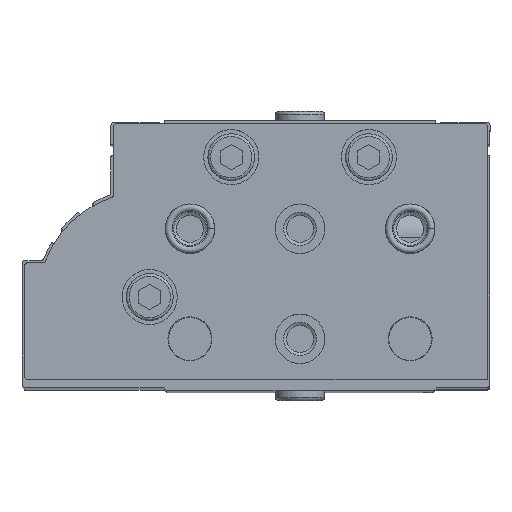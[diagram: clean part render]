
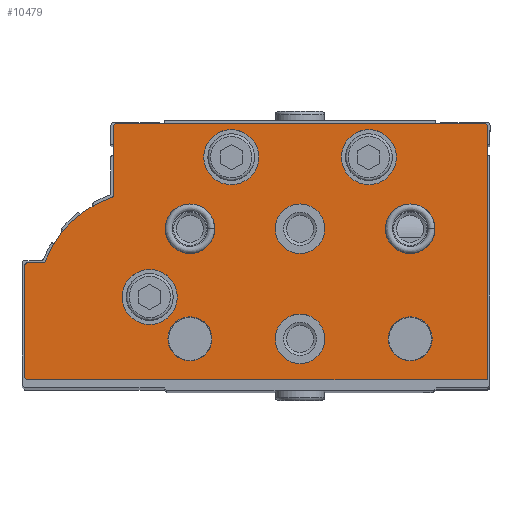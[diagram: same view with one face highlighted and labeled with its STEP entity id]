
A CAD part, top view. The second image highlights one B-rep face of the part: STEP entity #10479.
In plain terms, the highlighted face is planar.
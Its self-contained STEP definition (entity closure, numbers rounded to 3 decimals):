
#1084=LINE('',#17827,#1910);
#1086=LINE('',#17831,#1912);
#1089=LINE('',#17839,#1915);
#1092=LINE('',#17847,#1918);
#1097=LINE('',#17863,#1923);
#1100=LINE('',#17871,#1926);
#1910=VECTOR('',#14457,1000.);
#1912=VECTOR('',#14461,1000.);
#1915=VECTOR('',#14470,1000.);
#1918=VECTOR('',#14479,1000.);
#1923=VECTOR('',#14498,1000.);
#1926=VECTOR('',#14507,1000.);
#4157=ORIENTED_EDGE('',*,*,#5993,.T.);
#4158=ORIENTED_EDGE('',*,*,#5994,.T.);
#4159=ORIENTED_EDGE('',*,*,#5995,.T.);
#4160=ORIENTED_EDGE('',*,*,#5996,.T.);
#4161=ORIENTED_EDGE('',*,*,#5997,.T.);
#4162=ORIENTED_EDGE('',*,*,#5998,.T.);
#4163=ORIENTED_EDGE('',*,*,#5999,.T.);
#4164=ORIENTED_EDGE('',*,*,#6000,.T.);
#4165=ORIENTED_EDGE('',*,*,#6001,.T.);
#4166=ORIENTED_EDGE('',*,*,#5966,.F.);
#4167=ORIENTED_EDGE('',*,*,#5991,.F.);
#4168=ORIENTED_EDGE('',*,*,#5989,.F.);
#4169=ORIENTED_EDGE('',*,*,#5987,.F.);
#4170=ORIENTED_EDGE('',*,*,#5985,.T.);
#4171=ORIENTED_EDGE('',*,*,#5983,.F.);
#4172=ORIENTED_EDGE('',*,*,#5981,.T.);
#4173=ORIENTED_EDGE('',*,*,#5979,.F.);
#4174=ORIENTED_EDGE('',*,*,#5977,.F.);
#4175=ORIENTED_EDGE('',*,*,#5975,.F.);
#4176=ORIENTED_EDGE('',*,*,#5973,.F.);
#4177=ORIENTED_EDGE('',*,*,#5971,.F.);
#4178=ORIENTED_EDGE('',*,*,#5969,.F.);
#5966=EDGE_CURVE('',#7104,#7105,#7703,.T.);
#5969=EDGE_CURVE('',#7105,#7106,#1084,.T.);
#5971=EDGE_CURVE('',#7106,#7107,#1086,.T.);
#5973=EDGE_CURVE('',#7107,#7108,#7704,.T.);
#5975=EDGE_CURVE('',#7108,#7109,#1089,.T.);
#5977=EDGE_CURVE('',#7109,#7110,#7705,.T.);
#5979=EDGE_CURVE('',#7110,#7111,#1092,.T.);
#5981=EDGE_CURVE('',#7112,#7111,#7706,.T.);
#5983=EDGE_CURVE('',#7112,#7113,#7707,.T.);
#5985=EDGE_CURVE('',#7114,#7113,#7708,.T.);
#5987=EDGE_CURVE('',#7114,#7115,#1097,.T.);
#5989=EDGE_CURVE('',#7115,#7116,#7709,.T.);
#5991=EDGE_CURVE('',#7116,#7104,#1100,.T.);
#5993=EDGE_CURVE('',#7117,#7117,#7710,.T.);
#5994=EDGE_CURVE('',#7118,#7118,#7711,.T.);
#5995=EDGE_CURVE('',#7119,#7119,#7712,.T.);
#5996=EDGE_CURVE('',#7120,#7120,#7713,.T.);
#5997=EDGE_CURVE('',#7121,#7121,#7714,.T.);
#5998=EDGE_CURVE('',#7122,#7122,#7715,.T.);
#5999=EDGE_CURVE('',#7123,#7123,#7716,.T.);
#6000=EDGE_CURVE('',#7124,#7124,#7717,.T.);
#6001=EDGE_CURVE('',#7125,#7125,#7718,.T.);
#7104=VERTEX_POINT('',#17822);
#7105=VERTEX_POINT('',#17823);
#7106=VERTEX_POINT('',#17828);
#7107=VERTEX_POINT('',#17832);
#7108=VERTEX_POINT('',#17836);
#7109=VERTEX_POINT('',#17840);
#7110=VERTEX_POINT('',#17844);
#7111=VERTEX_POINT('',#17848);
#7112=VERTEX_POINT('',#17852);
#7113=VERTEX_POINT('',#17856);
#7114=VERTEX_POINT('',#17860);
#7115=VERTEX_POINT('',#17864);
#7116=VERTEX_POINT('',#17868);
#7117=VERTEX_POINT('',#17875);
#7118=VERTEX_POINT('',#17877);
#7119=VERTEX_POINT('',#17879);
#7120=VERTEX_POINT('',#17881);
#7121=VERTEX_POINT('',#17883);
#7122=VERTEX_POINT('',#17885);
#7123=VERTEX_POINT('',#17887);
#7124=VERTEX_POINT('',#17889);
#7125=VERTEX_POINT('',#17891);
#7703=CIRCLE('',#11794,0.5);
#7704=CIRCLE('',#11798,0.5);
#7705=CIRCLE('',#11801,0.5);
#7706=CIRCLE('',#11804,0.5);
#7707=CIRCLE('',#11806,19.5);
#7708=CIRCLE('',#11808,0.5);
#7709=CIRCLE('',#11811,0.5);
#7710=CIRCLE('',#11814,5.);
#7711=CIRCLE('',#11815,5.);
#7712=CIRCLE('',#11816,5.);
#7713=CIRCLE('',#11817,4.5);
#7714=CIRCLE('',#11818,4.5);
#7715=CIRCLE('',#11819,4.5);
#7716=CIRCLE('',#11820,4.5);
#7717=CIRCLE('',#11821,4.);
#7718=CIRCLE('',#11822,4.);
#8457=EDGE_LOOP('',(#4157));
#8458=EDGE_LOOP('',(#4158));
#8459=EDGE_LOOP('',(#4159));
#8460=EDGE_LOOP('',(#4160));
#8461=EDGE_LOOP('',(#4161));
#8462=EDGE_LOOP('',(#4162));
#8463=EDGE_LOOP('',(#4163));
#8464=EDGE_LOOP('',(#4164));
#8465=EDGE_LOOP('',(#4165));
#8466=EDGE_LOOP('',(#4166,#4167,#4168,#4169,#4170,#4171,#4172,#4173,#4174,
#4175,#4176,#4177,#4178));
#9391=FACE_BOUND('',#8457,.T.);
#9392=FACE_BOUND('',#8458,.T.);
#9393=FACE_BOUND('',#8459,.T.);
#9394=FACE_BOUND('',#8460,.T.);
#9395=FACE_BOUND('',#8461,.T.);
#9396=FACE_BOUND('',#8462,.T.);
#9397=FACE_BOUND('',#8463,.T.);
#9398=FACE_BOUND('',#8464,.T.);
#9399=FACE_BOUND('',#8465,.T.);
#9400=FACE_BOUND('',#8466,.T.);
#9948=PLANE('',#11813);
#10479=ADVANCED_FACE('',(#9391,#9392,#9393,#9394,#9395,#9396,#9397,#9398,
#9399,#9400),#9948,.F.);
#11794=AXIS2_PLACEMENT_3D('',#17821,#14451,#14452);
#11798=AXIS2_PLACEMENT_3D('',#17835,#14465,#14466);
#11801=AXIS2_PLACEMENT_3D('',#17843,#14474,#14475);
#11804=AXIS2_PLACEMENT_3D('',#17851,#14483,#14484);
#11806=AXIS2_PLACEMENT_3D('',#17855,#14488,#14489);
#11808=AXIS2_PLACEMENT_3D('',#17859,#14493,#14494);
#11811=AXIS2_PLACEMENT_3D('',#17867,#14502,#14503);
#11813=AXIS2_PLACEMENT_3D('',#17873,#14509,#14510);
#11814=AXIS2_PLACEMENT_3D('',#17874,#14511,#14512);
#11815=AXIS2_PLACEMENT_3D('',#17876,#14513,#14514);
#11816=AXIS2_PLACEMENT_3D('',#17878,#14515,#14516);
#11817=AXIS2_PLACEMENT_3D('',#17880,#14517,#14518);
#11818=AXIS2_PLACEMENT_3D('',#17882,#14519,#14520);
#11819=AXIS2_PLACEMENT_3D('',#17884,#14521,#14522);
#11820=AXIS2_PLACEMENT_3D('',#17886,#14523,#14524);
#11821=AXIS2_PLACEMENT_3D('',#17888,#14525,#14526);
#11822=AXIS2_PLACEMENT_3D('',#17890,#14527,#14528);
#14451=DIRECTION('',(0.,0.,1.));
#14452=DIRECTION('',(1.,0.,0.));
#14457=DIRECTION('',(0.,-1.,0.));
#14461=DIRECTION('',(1.,0.,0.));
#14465=DIRECTION('',(0.,0.,1.));
#14466=DIRECTION('',(1.,0.,0.));
#14470=DIRECTION('',(0.,1.,0.));
#14474=DIRECTION('',(0.,0.,1.));
#14475=DIRECTION('',(1.,0.,0.));
#14479=DIRECTION('',(-1.,0.,0.));
#14483=DIRECTION('',(0.,0.,1.));
#14484=DIRECTION('',(1.,0.,0.));
#14488=DIRECTION('',(0.,0.,1.));
#14489=DIRECTION('',(1.,0.,0.));
#14493=DIRECTION('',(0.,0.,1.));
#14494=DIRECTION('',(1.,0.,0.));
#14498=DIRECTION('',(0.,1.,0.));
#14502=DIRECTION('',(0.,0.,1.));
#14503=DIRECTION('',(1.,0.,0.));
#14507=DIRECTION('',(-1.,0.,0.));
#14509=DIRECTION('',(0.,0.,1.));
#14510=DIRECTION('',(1.,0.,0.));
#14511=DIRECTION('',(0.,0.,1.));
#14512=DIRECTION('',(1.,0.,0.));
#14513=DIRECTION('',(0.,0.,1.));
#14514=DIRECTION('',(1.,0.,0.));
#14515=DIRECTION('',(0.,0.,1.));
#14516=DIRECTION('',(1.,0.,0.));
#14517=DIRECTION('',(0.,0.,1.));
#14518=DIRECTION('',(1.,0.,0.));
#14519=DIRECTION('',(0.,0.,1.));
#14520=DIRECTION('',(1.,0.,0.));
#14521=DIRECTION('',(0.,0.,1.));
#14522=DIRECTION('',(1.,0.,0.));
#14523=DIRECTION('',(0.,0.,1.));
#14524=DIRECTION('',(1.,0.,0.));
#14525=DIRECTION('',(0.,0.,1.));
#14526=DIRECTION('',(1.,0.,0.));
#14527=DIRECTION('',(0.,0.,1.));
#14528=DIRECTION('',(1.,0.,0.));
#17821=CARTESIAN_POINT('',(0.5,46.,0.));
#17822=CARTESIAN_POINT('',(0.5,46.5,0.));
#17823=CARTESIAN_POINT('',(0.,46.,0.));
#17827=CARTESIAN_POINT('',(0.,46.,0.));
#17828=CARTESIAN_POINT('',(0.,0.,0.));
#17831=CARTESIAN_POINT('',(0.,0.,0.));
#17832=CARTESIAN_POINT('',(83.5,0.,0.));
#17835=CARTESIAN_POINT('',(83.5,0.5,0.));
#17836=CARTESIAN_POINT('',(84.,0.5,0.));
#17839=CARTESIAN_POINT('',(84.,0.5,0.));
#17840=CARTESIAN_POINT('',(84.,20.7,0.));
#17843=CARTESIAN_POINT('',(83.5,20.7,0.));
#17844=CARTESIAN_POINT('',(83.5,21.2,0.));
#17847=CARTESIAN_POINT('',(83.5,21.2,0.));
#17848=CARTESIAN_POINT('',(80.697,21.2,0.));
#17851=CARTESIAN_POINT('',(80.697,21.7,0.));
#17852=CARTESIAN_POINT('',(80.23,21.523,0.));
#17855=CARTESIAN_POINT('',(62.,14.6,0.));
#17856=CARTESIAN_POINT('',(68.191,33.091,0.));
#17859=CARTESIAN_POINT('',(68.35,33.565,0.));
#17860=CARTESIAN_POINT('',(67.85,33.565,0.));
#17863=CARTESIAN_POINT('',(67.85,33.565,0.));
#17864=CARTESIAN_POINT('',(67.85,46.,0.));
#17867=CARTESIAN_POINT('',(67.35,46.,0.));
#17868=CARTESIAN_POINT('',(67.35,46.5,0.));
#17871=CARTESIAN_POINT('',(67.35,46.5,0.));
#17873=CARTESIAN_POINT('',(0.5,46.,0.));
#17874=CARTESIAN_POINT('',(61.3,15.,0.));
#17875=CARTESIAN_POINT('',(66.3,15.,0.));
#17876=CARTESIAN_POINT('',(46.5,40.4,0.));
#17877=CARTESIAN_POINT('',(51.5,40.4,0.));
#17878=CARTESIAN_POINT('',(21.5,40.4,0.));
#17879=CARTESIAN_POINT('',(26.5,40.4,0.));
#17880=CARTESIAN_POINT('',(54.,27.4,0.));
#17881=CARTESIAN_POINT('',(58.5,27.4,0.));
#17882=CARTESIAN_POINT('',(34.,27.4,0.));
#17883=CARTESIAN_POINT('',(38.5,27.4,0.));
#17884=CARTESIAN_POINT('',(14.,27.4,0.));
#17885=CARTESIAN_POINT('',(18.5,27.4,0.));
#17886=CARTESIAN_POINT('',(34.,7.4,0.));
#17887=CARTESIAN_POINT('',(38.5,7.4,0.));
#17888=CARTESIAN_POINT('',(54.,7.4,0.));
#17889=CARTESIAN_POINT('',(58.,7.4,0.));
#17890=CARTESIAN_POINT('',(14.,7.4,0.));
#17891=CARTESIAN_POINT('',(18.,7.4,0.));
